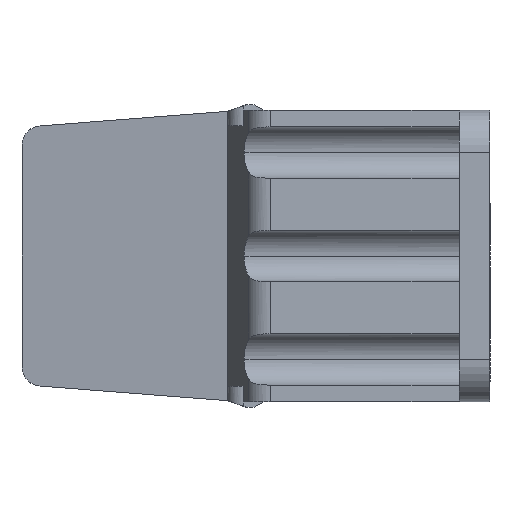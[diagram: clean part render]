
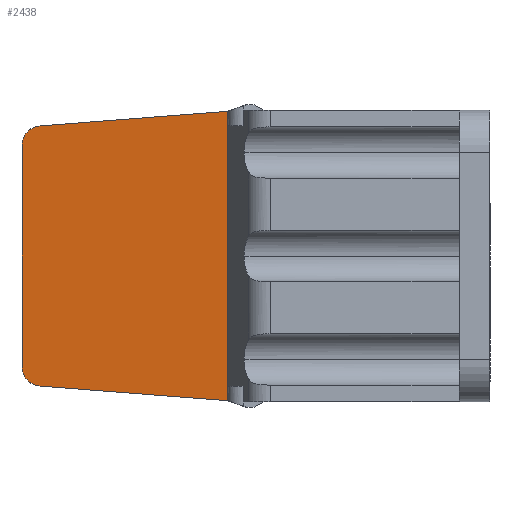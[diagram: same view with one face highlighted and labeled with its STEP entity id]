
A CAD part, front view. The second image highlights one B-rep face of the part: STEP entity #2438.
In plain terms, the highlighted planar face has unit normal (-0.107, -0.994, 0).
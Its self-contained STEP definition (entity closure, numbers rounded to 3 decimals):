
#253=DIRECTION('',(0.,0.,1.));
#254=VECTOR('',#253,11.749);
#255=CARTESIAN_POINT('',(-10.65,-1.4,-5.874));
#256=LINE('',#255,#254);
#944=CARTESIAN_POINT('',(-19.,-0.5,-4.485));
#945=CARTESIAN_POINT('',(-19.,-0.5,-4.609));
#946=CARTESIAN_POINT('',(-18.949,-0.505,
-4.809));
#947=CARTESIAN_POINT('',(-18.798,-0.522,
-5.039));
#948=CARTESIAN_POINT('',(-18.58,-0.545,
-5.207));
#949=CARTESIAN_POINT('',(-18.385,-0.566,
-5.273));
#950=CARTESIAN_POINT('',(-18.262,-0.58,
-5.282));
#952=DIRECTION('',(0.,0.,1.));
#953=VECTOR('',#952,8.97);
#954=CARTESIAN_POINT('',(-19.,-0.5,-4.485));
#955=LINE('',#954,#953);
#956=CARTESIAN_POINT('',(-18.262,-0.58,
5.282));
#957=CARTESIAN_POINT('',(-18.385,-0.566,
5.273));
#958=CARTESIAN_POINT('',(-18.58,-0.545,
5.207));
#959=CARTESIAN_POINT('',(-18.798,-0.522,
5.039));
#960=CARTESIAN_POINT('',(-18.949,-0.505,
4.809));
#961=CARTESIAN_POINT('',(-19.,-0.5,4.609));
#962=CARTESIAN_POINT('',(-19.,-0.5,4.485));
#964=DIRECTION('',(-0.991,0.107,-0.077));
#965=VECTOR('',#964,7.679);
#966=CARTESIAN_POINT('',(-10.65,-1.4,5.874));
#967=LINE('',#966,#965);
#968=DIRECTION('',(0.991,-0.107,-0.077));
#969=VECTOR('',#968,7.679);
#970=CARTESIAN_POINT('',(-18.262,-0.58,
-5.282));
#971=LINE('',#970,#969);
#1016=CARTESIAN_POINT('',(-10.65,-1.4,-5.874));
#1017=CARTESIAN_POINT('',(-10.65,-1.4,5.874));
#1018=VERTEX_POINT('',#1016);
#1019=VERTEX_POINT('',#1017);
#1024=VERTEX_POINT('',#944);
#1025=VERTEX_POINT('',#950);
#1034=CARTESIAN_POINT('',(-18.262,-0.58,
5.282));
#1035=VERTEX_POINT('',#1034);
#1036=VERTEX_POINT('',#962);
#2422=CARTESIAN_POINT('',(-19.,-0.5,-5.925));
#2423=DIRECTION('',(-0.107,-0.994,0.));
#2424=DIRECTION('',(0.994,-0.107,0.));
#2425=AXIS2_PLACEMENT_3D('',#2422,#2423,#2424);
#2426=PLANE('',#2425);
#2428=ORIENTED_EDGE('',*,*,#2427,.F.);
#2430=ORIENTED_EDGE('',*,*,#2429,.T.);
#2432=ORIENTED_EDGE('',*,*,#2431,.F.);
#2433=ORIENTED_EDGE('',*,*,#2402,.F.);
#2434=ORIENTED_EDGE('',*,*,#1554,.F.);
#2435=ORIENTED_EDGE('',*,*,#1626,.F.);
#2436=EDGE_LOOP('',(#2428,#2430,#2432,#2433,#2434,#2435));
#2437=FACE_OUTER_BOUND('',#2436,.F.);
#2438=ADVANCED_FACE('',(#2437),#2426,.T.);
#951=B_SPLINE_CURVE_WITH_KNOTS('',3,(#944,#945,#946,#947,#948,#949,#950),
.UNSPECIFIED.,.F.,.F.,(4,1,1,1,4),(0.,0.25,0.5,0.75,1.),
.UNSPECIFIED.);
#963=B_SPLINE_CURVE_WITH_KNOTS('',3,(#956,#957,#958,#959,#960,#961,#962),
.UNSPECIFIED.,.F.,.F.,(4,1,1,1,4),(0.,0.25,0.5,0.75,1.),
.UNSPECIFIED.);
#1554=EDGE_CURVE('',#1018,#1019,#256,.T.);
#1626=EDGE_CURVE('',#1025,#1018,#971,.T.);
#2402=EDGE_CURVE('',#1019,#1035,#967,.T.);
#2427=EDGE_CURVE('',#1024,#1025,#951,.T.);
#2429=EDGE_CURVE('',#1024,#1036,#955,.T.);
#2431=EDGE_CURVE('',#1035,#1036,#963,.T.);
